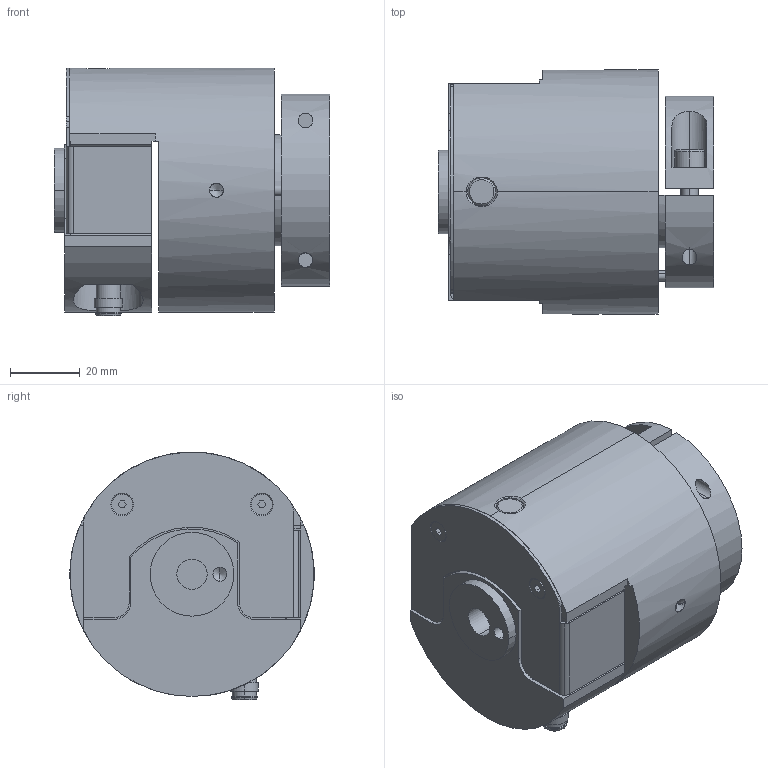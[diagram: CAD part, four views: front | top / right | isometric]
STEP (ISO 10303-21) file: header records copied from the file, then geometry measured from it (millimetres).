
FILE_DESCRIPTION (( 'STEP AP214' ), '1' );
FILE_NAME ('150724.3_-.stp', '2019-12-16T13:13:47', ( '' ), ( '' ), 'SwSTEP 2.0', 'SolidWorks 2018', '' );
FILE_SCHEMA (( 'AUTOMOTIVE_DESIGN' ));
Length unit declared in the file: millimetre
Products named in the file (19): SENKSCHRAUBE_I-6KT_M3X5.stp_01; Si-Ring DIN472_D40x1.75; C1201246.stp; 150724.2_01; Si-Ring DIN471_D17x1; C1111073-0.stp; C1203072.stp; SENKSCHRAUBE_I-6KT_M3X5A.stp; C1201246A.stp_01; 150724.3_-; PKL_1203_01; Zyl-Sti-gehärtet ISO8734_D3x10; C1111073A.stp_01; SENSORSTECKVERBINDER_BINDER_09_3415_00_04.stp; Zyl-Schr DIN912_M5x16; C1111073.stp_01; 120307.1_-.stp_01; SENSORSTECKVERBINDER_BINDER_09_3415_00_04A.stp_01
Assembly tree (19 placements, depth 4):
  C1111073-0.stp
  150724.3_-
    120307.1_-.stp_01
      C1111073.stp_01
        C1111073A.stp_01
      SENKSCHRAUBE_I-6KT_M3X5.stp_01  x2
        SENKSCHRAUBE_I-6KT_M3X5A.stp
      SENSORSTECKVERBINDER_BINDER_09_3415_00_04A.stp_01
        SENSORSTECKVERBINDER_BINDER_09_3415_00_04.stp
      C1201246A.stp_01
        C1201246.stp
      C1203072.stp
    150724.2_01
      150724.2_01
      Zyl-Schr DIN912_M5x16  x2
      Si-Ring DIN471_D17x1
      PKL_1203_01
      Si-Ring DIN472_D40x1.75
      Zyl-Sti-gehärtet ISO8734_D3x10
Bounding box: 79 x 70 x 71 mm (x, y, z)
Volume: 215657.4 mm3; surface area: 60438 mm2
Topology: 39 solids, 39 shells, 451 faces, 1098 edges, 696 vertices
Faces by surface type: cylinder 177, plane 136, cone 64, sphere 50, torus 24
Entity records: 13218 total; most frequent: CARTESIAN_POINT 2480, DIRECTION 2269, ORIENTED_EDGE 1816, AXIS2_PLACEMENT_3D 931, EDGE_CURVE 908, VERTEX_POINT 598, CIRCLE 487, EDGE_LOOP 476
